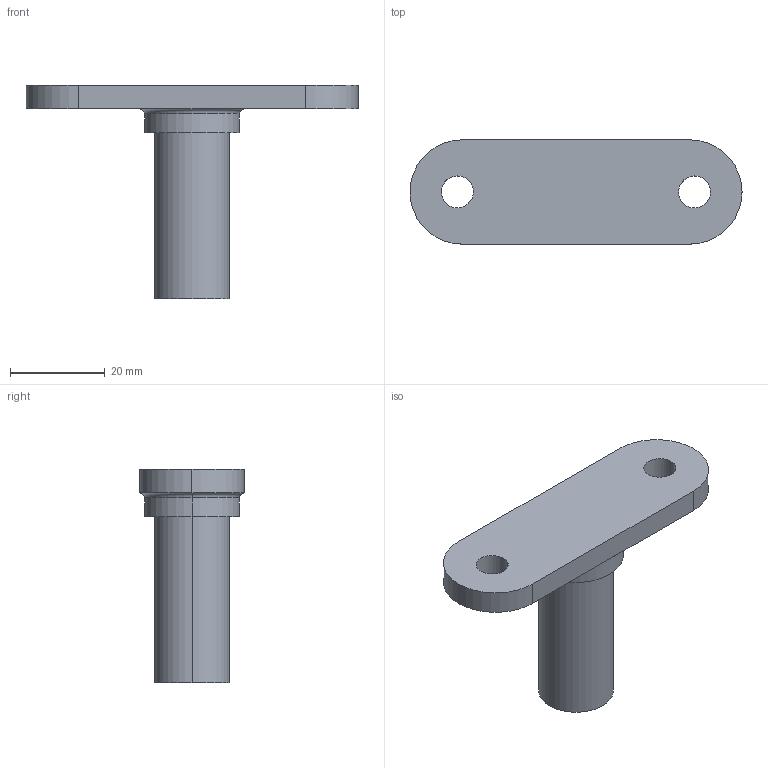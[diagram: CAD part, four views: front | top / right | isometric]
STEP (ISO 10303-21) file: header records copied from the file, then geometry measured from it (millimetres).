
FILE_DESCRIPTION(('CATIA V5 STEP Exchange'),'2;1');
FILE_NAME('ST_03004 (Insert middle).stp','2022-11-15T18:05:07+00:00',('none'),('none'),'CATIA Version 5 Release 19 SP 2 (IN-10)','CATIA V5 STEP AP203','none');
FILE_SCHEMA(('CONFIG_CONTROL_DESIGN'));
Length unit declared in the file: millimetre
Products named in the file (1): ST_03004
Bounding box: 70 x 22 x 45 mm (x, y, z)
Volume: 15269.7 mm3; surface area: 5791.7 mm2
Topology: 1 solids, 1 shells, 21 faces, 50 edges, 32 vertices
Faces by surface type: cylinder 12, plane 7, torus 2
Entity records: 617 total; most frequent: ORIENTED_EDGE 100, CARTESIAN_POINT 99, DIRECTION 82, EDGE_CURVE 50, AXIS2_PLACEMENT_3D 47, VERTEX_POINT 32, CIRCLE 30, EDGE_LOOP 26
